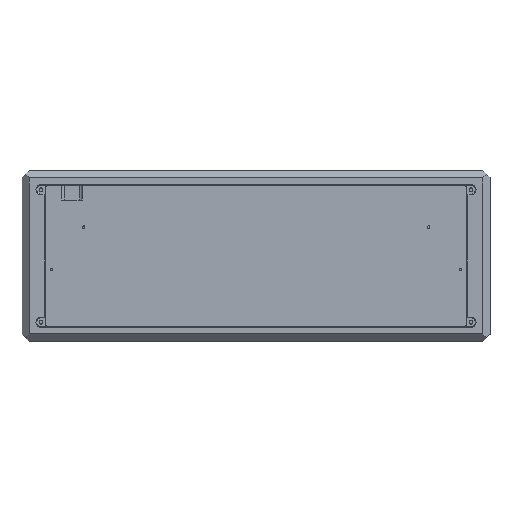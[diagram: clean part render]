
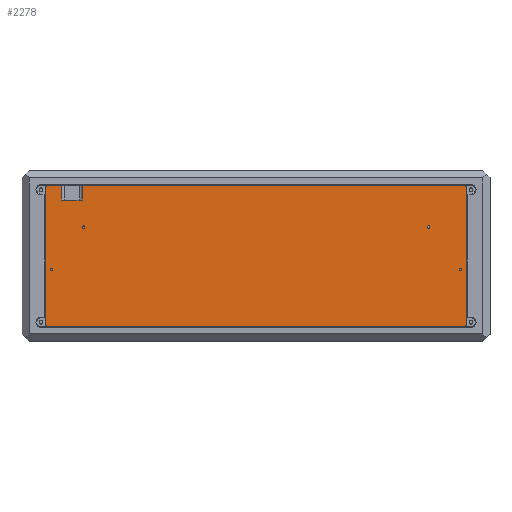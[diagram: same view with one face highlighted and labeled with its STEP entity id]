
A CAD part, top view. The second image highlights one B-rep face of the part: STEP entity #2278.
In plain terms, the highlighted planar face has unit normal (0, 0, 1).
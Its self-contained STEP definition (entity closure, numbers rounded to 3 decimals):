
#53=FACE_BOUND('',#447,.T.);
#54=FACE_BOUND('',#448,.T.);
#55=FACE_BOUND('',#449,.T.);
#56=FACE_BOUND('',#450,.T.);
#113=CIRCLE('',#2343,0.9);
#115=CIRCLE('',#2347,0.9);
#117=CIRCLE('',#2351,0.9);
#119=CIRCLE('',#2355,0.9);
#137=CIRCLE('',#2396,2.);
#139=CIRCLE('',#2399,2.);
#141=CIRCLE('',#2402,2.);
#143=CIRCLE('',#2406,2.);
#304=FACE_OUTER_BOUND('',#446,.T.);
#446=EDGE_LOOP('',(#2049,#2050,#2051,#2052,#2053,#2054,#2055,#2056,#2057,
#2058,#2059,#2060));
#447=EDGE_LOOP('',(#2061));
#448=EDGE_LOOP('',(#2062));
#449=EDGE_LOOP('',(#2063));
#450=EDGE_LOOP('',(#2064));
#491=LINE('',#3240,#717);
#501=LINE('',#3264,#727);
#505=LINE('',#3280,#731);
#525=LINE('',#3366,#751);
#527=LINE('',#3372,#753);
#531=LINE('',#3381,#757);
#540=LINE('',#3404,#766);
#550=LINE('',#3435,#776);
#717=VECTOR('',#2611,10.);
#727=VECTOR('',#2633,10.);
#731=VECTOR('',#2645,10.);
#751=VECTOR('',#2743,10.);
#753=VECTOR('',#2749,10.);
#757=VECTOR('',#2759,10.);
#766=VECTOR('',#2782,10.);
#776=VECTOR('',#2818,10.);
#941=VERTEX_POINT('',#3237);
#942=VERTEX_POINT('',#3239);
#949=VERTEX_POINT('',#3261);
#950=VERTEX_POINT('',#3263);
#957=VERTEX_POINT('',#3277);
#958=VERTEX_POINT('',#3279);
#964=VERTEX_POINT('',#3294);
#966=VERTEX_POINT('',#3301);
#968=VERTEX_POINT('',#3308);
#970=VERTEX_POINT('',#3315);
#985=VERTEX_POINT('',#3364);
#987=VERTEX_POINT('',#3370);
#995=VERTEX_POINT('',#3401);
#996=VERTEX_POINT('',#3403);
#1001=VERTEX_POINT('',#3422);
#1003=VERTEX_POINT('',#3428);
#1163=EDGE_CURVE('',#942,#941,#491,.T.);
#1175=EDGE_CURVE('',#950,#949,#501,.T.);
#1183=EDGE_CURVE('',#958,#957,#505,.T.);
#1190=EDGE_CURVE('',#964,#964,#113,.T.);
#1193=EDGE_CURVE('',#966,#966,#115,.T.);
#1196=EDGE_CURVE('',#968,#968,#117,.T.);
#1199=EDGE_CURVE('',#970,#970,#119,.T.);
#1222=EDGE_CURVE('',#957,#985,#525,.F.);
#1225=EDGE_CURVE('',#985,#987,#527,.T.);
#1230=EDGE_CURVE('',#950,#987,#531,.T.);
#1241=EDGE_CURVE('',#996,#995,#540,.T.);
#1249=EDGE_CURVE('',#941,#958,#137,.T.);
#1251=EDGE_CURVE('',#1001,#942,#139,.T.);
#1254=EDGE_CURVE('',#995,#1003,#141,.T.);
#1258=EDGE_CURVE('',#1003,#1001,#550,.T.);
#1261=EDGE_CURVE('',#949,#996,#143,.T.);
#2049=ORIENTED_EDGE('',*,*,#1249,.T.);
#2050=ORIENTED_EDGE('',*,*,#1183,.T.);
#2051=ORIENTED_EDGE('',*,*,#1222,.T.);
#2052=ORIENTED_EDGE('',*,*,#1225,.T.);
#2053=ORIENTED_EDGE('',*,*,#1230,.F.);
#2054=ORIENTED_EDGE('',*,*,#1175,.T.);
#2055=ORIENTED_EDGE('',*,*,#1261,.T.);
#2056=ORIENTED_EDGE('',*,*,#1241,.T.);
#2057=ORIENTED_EDGE('',*,*,#1254,.T.);
#2058=ORIENTED_EDGE('',*,*,#1258,.T.);
#2059=ORIENTED_EDGE('',*,*,#1251,.T.);
#2060=ORIENTED_EDGE('',*,*,#1163,.T.);
#2061=ORIENTED_EDGE('',*,*,#1190,.T.);
#2062=ORIENTED_EDGE('',*,*,#1193,.T.);
#2063=ORIENTED_EDGE('',*,*,#1196,.T.);
#2064=ORIENTED_EDGE('',*,*,#1199,.T.);
#2146=PLANE('',#2492);
#2278=ADVANCED_FACE('',(#304,#53,#54,#55,#56),#2146,.F.);
#2343=AXIS2_PLACEMENT_3D('',#3295,#2656,#2657);
#2347=AXIS2_PLACEMENT_3D('',#3302,#2665,#2666);
#2351=AXIS2_PLACEMENT_3D('',#3309,#2674,#2675);
#2355=AXIS2_PLACEMENT_3D('',#3316,#2683,#2684);
#2396=AXIS2_PLACEMENT_3D('',#3419,#2797,#2798);
#2399=AXIS2_PLACEMENT_3D('',#3423,#2803,#2804);
#2402=AXIS2_PLACEMENT_3D('',#3429,#2810,#2811);
#2406=AXIS2_PLACEMENT_3D('',#3440,#2823,#2824);
#2492=AXIS2_PLACEMENT_3D('',#3973,#3119,#3120);
#2611=DIRECTION('',(0.,1.,0.));
#2633=DIRECTION('',(-1.,0.,0.));
#2645=DIRECTION('',(-1.,0.,0.));
#2656=DIRECTION('center_axis',(0.,0.,-1.));
#2657=DIRECTION('ref_axis',(1.,0.,0.));
#2665=DIRECTION('center_axis',(0.,0.,-1.));
#2666=DIRECTION('ref_axis',(1.,0.,0.));
#2674=DIRECTION('center_axis',(0.,0.,-1.));
#2675=DIRECTION('ref_axis',(1.,0.,0.));
#2683=DIRECTION('center_axis',(0.,0.,-1.));
#2684=DIRECTION('ref_axis',(1.,0.,0.));
#2743=DIRECTION('',(0.,1.,0.));
#2749=DIRECTION('',(-1.,0.,0.));
#2759=DIRECTION('',(0.,-1.,0.));
#2782=DIRECTION('',(0.,-1.,0.));
#2797=DIRECTION('center_axis',(0.,0.,1.));
#2798=DIRECTION('ref_axis',(0.707,0.707,0.));
#2803=DIRECTION('center_axis',(0.,0.,1.));
#2804=DIRECTION('ref_axis',(0.707,-0.707,0.));
#2810=DIRECTION('center_axis',(0.,0.,1.));
#2811=DIRECTION('ref_axis',(-0.707,-0.707,0.));
#2818=DIRECTION('',(1.,0.,0.));
#2823=DIRECTION('center_axis',(0.,0.,1.));
#2824=DIRECTION('ref_axis',(-0.707,0.707,0.));
#3119=DIRECTION('center_axis',(0.,0.,-1.));
#3120=DIRECTION('ref_axis',(1.,0.,0.));
#3237=CARTESIAN_POINT('',(286.75,-2.,-4.));
#3239=CARTESIAN_POINT('',(286.75,-94.25,-4.));
#3240=CARTESIAN_POINT('',(286.75,0.,-4.));
#3261=CARTESIAN_POINT('',(2.,0.,-4.));
#3263=CARTESIAN_POINT('',(11.092,0.,-4.));
#3264=CARTESIAN_POINT('',(0.,0.,-4.));
#3277=CARTESIAN_POINT('',(24.908,0.,-4.));
#3279=CARTESIAN_POINT('',(284.75,0.,-4.));
#3280=CARTESIAN_POINT('',(71.688,0.,-4.));
#3294=CARTESIAN_POINT('',(25.1,-28.5,-4.));
#3295=CARTESIAN_POINT('Origin',(26.,-28.5,-4.));
#3301=CARTESIAN_POINT('',(281.85,-57.25,-4.));
#3302=CARTESIAN_POINT('Origin',(282.75,-57.25,-4.));
#3308=CARTESIAN_POINT('',(3.1,-57.25,-4.));
#3309=CARTESIAN_POINT('Origin',(4.,-57.25,-4.));
#3315=CARTESIAN_POINT('',(260.05,-28.5,-4.));
#3316=CARTESIAN_POINT('Origin',(260.95,-28.5,-4.));
#3364=CARTESIAN_POINT('',(24.908,-10.,-4.));
#3366=CARTESIAN_POINT('',(24.908,10.,-4.));
#3370=CARTESIAN_POINT('',(11.092,-10.,-4.));
#3372=CARTESIAN_POINT('',(80.688,-10.,-4.));
#3381=CARTESIAN_POINT('',(11.092,10.,-4.));
#3401=CARTESIAN_POINT('',(0.,-94.25,-4.));
#3403=CARTESIAN_POINT('',(0.,-2.,-4.));
#3404=CARTESIAN_POINT('',(0.,-96.25,-4.));
#3419=CARTESIAN_POINT('Origin',(284.75,-2.,-4.));
#3422=CARTESIAN_POINT('',(284.75,-96.25,-4.));
#3423=CARTESIAN_POINT('Origin',(284.75,-94.25,-4.));
#3428=CARTESIAN_POINT('',(2.,-96.25,-4.));
#3429=CARTESIAN_POINT('Origin',(2.,-94.25,-4.));
#3435=CARTESIAN_POINT('',(286.75,-96.25,-4.));
#3440=CARTESIAN_POINT('Origin',(2.,-2.,-4.));
#3973=CARTESIAN_POINT('Origin',(143.375,-48.125,-4.));
